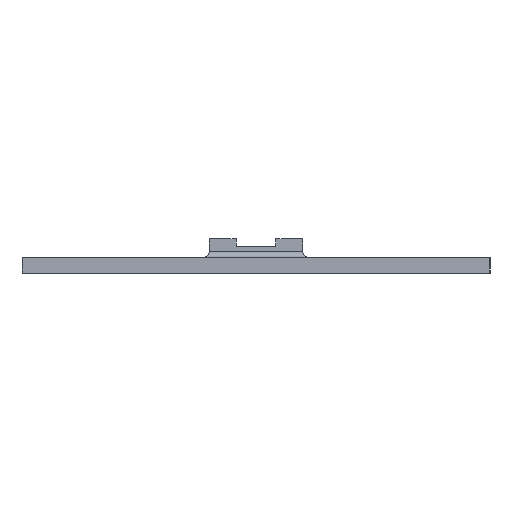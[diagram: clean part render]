
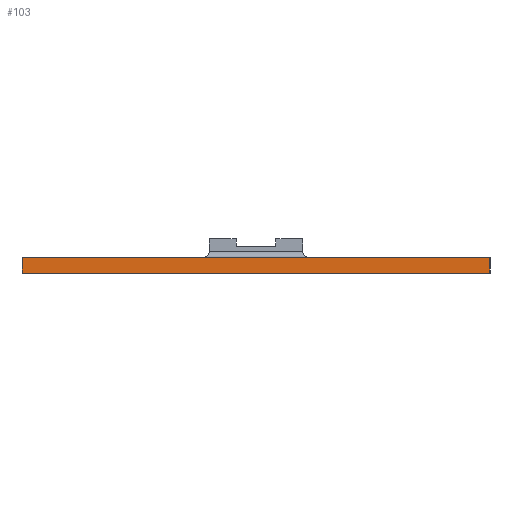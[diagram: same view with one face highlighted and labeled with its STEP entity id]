
A CAD part, left-side view. The second image highlights one B-rep face of the part: STEP entity #103.
In plain terms, the highlighted planar face has unit normal (-1, 0, 0).
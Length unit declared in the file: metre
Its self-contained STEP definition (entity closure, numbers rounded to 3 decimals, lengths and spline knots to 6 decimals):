
#103 = ADVANCED_FACE( '', ( #230 ), #231, .T. );
#230 = FACE_OUTER_BOUND( '', #407, .T. );
#231 = PLANE( '', #408 );
#407 = EDGE_LOOP( '', ( #660, #661, #662, #663 ) );
#408 = AXIS2_PLACEMENT_3D( '', #664, #665, #666 );
#660 = ORIENTED_EDGE( '', *, *, #1023, .F. );
#661 = ORIENTED_EDGE( '', *, *, #959, .F. );
#662 = ORIENTED_EDGE( '', *, *, #1024, .T. );
#663 = ORIENTED_EDGE( '', *, *, #1025, .T. );
#664 = CARTESIAN_POINT( '', ( -0.135, 0., -0.005 ) );
#665 = DIRECTION( '', ( -1., 0., 0. ) );
#666 = DIRECTION( '', ( 0., -1., 0. ) );
#959 = EDGE_CURVE( '', #1124, #1120, #1126, .T. );
#1023 = EDGE_CURVE( '', #1120, #1231, #1232, .T. );
#1024 = EDGE_CURVE( '', #1124, #1233, #1234, .T. );
#1025 = EDGE_CURVE( '', #1233, #1231, #1235, .T. );
#1120 = VERTEX_POINT( '', #1361 );
#1124 = VERTEX_POINT( '', #1367 );
#1126 = LINE( '', #1370, #1371 );
#1231 = VERTEX_POINT( '', #1511 );
#1232 = LINE( '', #1512, #1513 );
#1233 = VERTEX_POINT( '', #1514 );
#1234 = LINE( '', #1515, #1516 );
#1235 = LINE( '', #1517, #1518 );
#1361 = CARTESIAN_POINT( '', ( -0.135, 0.075, 0. ) );
#1367 = CARTESIAN_POINT( '', ( -0.135, 0.075, -0.005 ) );
#1370 = CARTESIAN_POINT( '', ( -0.135, 0.075, -0.005 ) );
#1371 = VECTOR( '', #1703, 1. );
#1511 = CARTESIAN_POINT( '', ( -0.135, -0.075, 0. ) );
#1512 = CARTESIAN_POINT( '', ( -0.135, 0., 0. ) );
#1513 = VECTOR( '', #1778, 1. );
#1514 = CARTESIAN_POINT( '', ( -0.135, -0.075, -0.005 ) );
#1515 = CARTESIAN_POINT( '', ( -0.135, 0., -0.005 ) );
#1516 = VECTOR( '', #1779, 1. );
#1517 = CARTESIAN_POINT( '', ( -0.135, -0.075, -0.005 ) );
#1518 = VECTOR( '', #1780, 1. );
#1703 = DIRECTION( '', ( 0., 0., 1. ) );
#1778 = DIRECTION( '', ( 0., -1., 0. ) );
#1779 = DIRECTION( '', ( 0., -1., 0. ) );
#1780 = DIRECTION( '', ( 0., 0., 1. ) );
